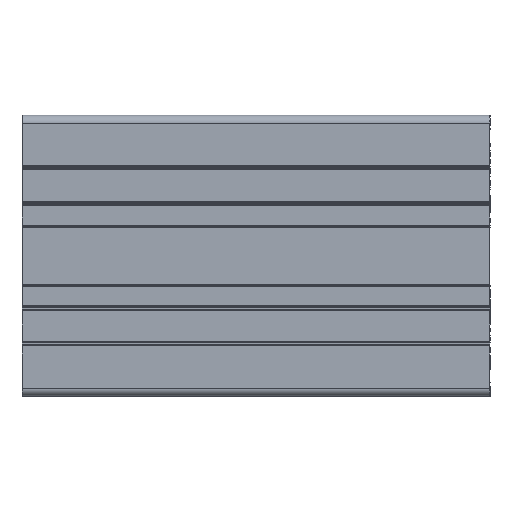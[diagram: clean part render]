
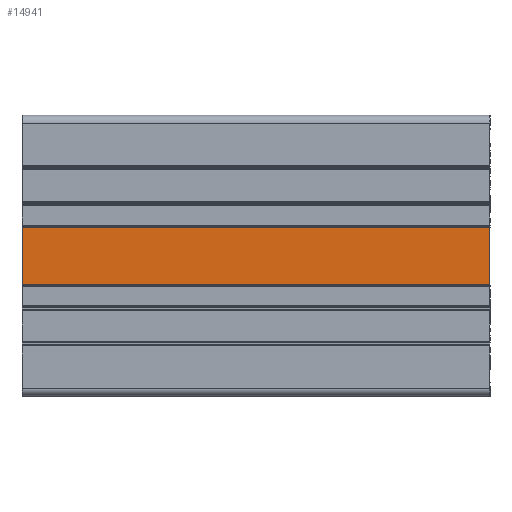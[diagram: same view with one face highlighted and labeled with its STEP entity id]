
A CAD part, top view. The second image highlights one B-rep face of the part: STEP entity #14941.
In plain terms, the highlighted free-form (B-spline) face has degree [1, 1] with [2, 2] control points.
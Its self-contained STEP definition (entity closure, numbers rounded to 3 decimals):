
#2984 = VERTEX_POINT('', #2985);
#2985 = CARTESIAN_POINT('', (150., 9.15, 44.));
#2991 = EDGE_CURVE('', #2984, #2992, #2994, .T.);
#2992 = VERTEX_POINT('', #2993);
#2993 = CARTESIAN_POINT('', (150., -9.15, 44.));
#2994 = B_SPLINE_CURVE_WITH_KNOTS('', 1, (#2995, #2996), .UNSPECIFIED., .F., .U., (2, 2), (0., 1.), .UNSPECIFIED.);
#2995 = CARTESIAN_POINT('', (150., 9.15, 44.));
#2996 = CARTESIAN_POINT('', (150., -9.15, 44.));
#7839 = VERTEX_POINT('', #7840);
#7840 = CARTESIAN_POINT('', (0., -9.15, 44.));
#7846 = EDGE_CURVE('', #7847, #7839, #7849, .T.);
#7847 = VERTEX_POINT('', #7848);
#7848 = CARTESIAN_POINT('', (0., 9.15, 44.));
#7849 = B_SPLINE_CURVE_WITH_KNOTS('', 1, (#7850, #7851), .UNSPECIFIED., .F., .U., (2, 2), (0., 1.), .UNSPECIFIED.);
#7850 = CARTESIAN_POINT('', (0., 9.15, 44.));
#7851 = CARTESIAN_POINT('', (0., -9.15, 44.));
#14916 = EDGE_CURVE('', #2984, #7847, #14917, .T.);
#14917 = B_SPLINE_CURVE_WITH_KNOTS('', 1, (#14918, #14919), .UNSPECIFIED., .F., .U., (2, 2), (0., 1.), .UNSPECIFIED.);
#14918 = CARTESIAN_POINT('', (150., 9.15, 44.));
#14919 = CARTESIAN_POINT('', (0., 9.15, 44.));
#14941 = ADVANCED_FACE('', (#14942), #14952, .T.);
#14942 = FACE_OUTER_BOUND('', #14943, .T.);
#14943 = EDGE_LOOP('', (#14944, #14945, #14950, #14951));
#14944 = ORIENTED_EDGE('', *, *, #7846, .T.);
#14945 = ORIENTED_EDGE('', *, *, #14946, .F.);
#14946 = EDGE_CURVE('', #2992, #7839, #14947, .T.);
#14947 = B_SPLINE_CURVE_WITH_KNOTS('', 1, (#14948, #14949), .UNSPECIFIED., .F., .U., (2, 2), (0., 1.), .UNSPECIFIED.);
#14948 = CARTESIAN_POINT('', (150., -9.15, 44.));
#14949 = CARTESIAN_POINT('', (0., -9.15, 44.));
#14950 = ORIENTED_EDGE('', *, *, #2991, .F.);
#14951 = ORIENTED_EDGE('', *, *, #14916, .T.);
#14952 = B_SPLINE_SURFACE_WITH_KNOTS('', 1, 1, ((#14953, #14954), (#14955, #14956)), .UNSPECIFIED., .F., .F., .U., (2, 2), (2, 2), (-0.001, 150.001), (-18.301, 0.001), .UNSPECIFIED.);
#14953 = CARTESIAN_POINT('', (-0.001, -9.151, 44.));
#14954 = CARTESIAN_POINT('', (-0.001, 9.151, 44.));
#14955 = CARTESIAN_POINT('', (150.001, -9.151, 44.));
#14956 = CARTESIAN_POINT('', (150.001, 9.151, 44.));
